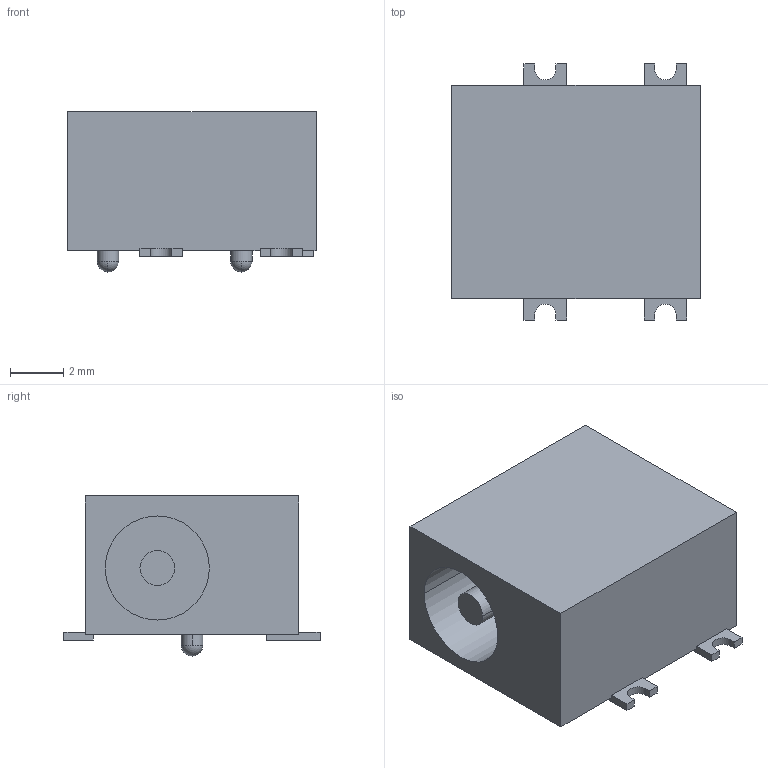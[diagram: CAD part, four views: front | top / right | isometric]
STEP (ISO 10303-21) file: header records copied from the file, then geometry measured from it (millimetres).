
FILE_DESCRIPTION(('FreeCAD Model'),'2;1');
FILE_NAME('CUI_PJ-014DH-SMT-TR.step', '2019-08-15T15:41:08',('kicad StepUp'),('ksu MCAD'), 'Open CASCADE STEP processor 7.3','FreeCAD','Unknown');
FILE_SCHEMA(('AUTOMOTIVE_DESIGN { 1 0 10303 214 1 1 1 1 }'));
Length unit declared in the file: millimetre
Products named in the file (1): CUI_PJ-014DH-SMT-TR
Bounding box: 9.3 x 9.6 x 6 mm (x, y, z)
Volume: 301 mm3; surface area: 489 mm2
Topology: 1 solids, 1 shells, 95 faces, 267 edges, 174 vertices
Faces by surface type: plane 75, cylinder 16, sphere 4
Entity records: 3030 total; most frequent: CARTESIAN_POINT 533, ORIENTED_EDGE 526, DIRECTION 495, EDGE_CURVE 263, LINE 223, VECTOR 223, VERTEX_POINT 174, AXIS2_PLACEMENT_3D 136
